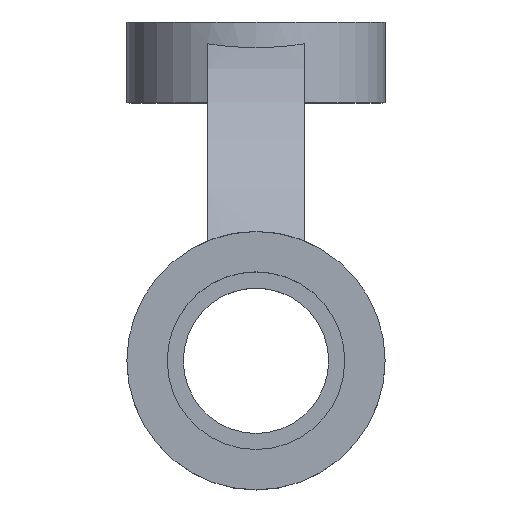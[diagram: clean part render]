
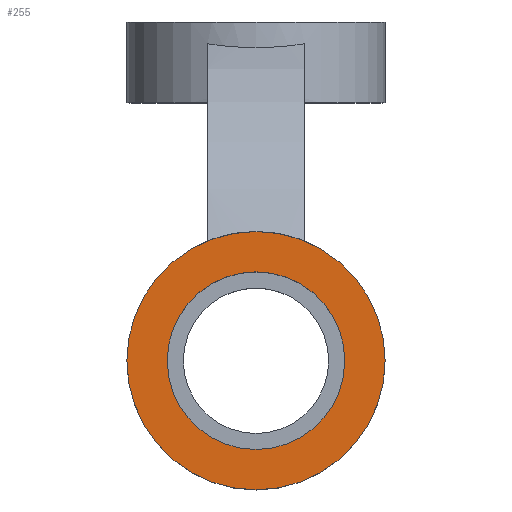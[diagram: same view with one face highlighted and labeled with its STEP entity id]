
A CAD part, top view. The second image highlights one B-rep face of the part: STEP entity #255.
In plain terms, the highlighted planar face has unit normal (0, 0, 1).
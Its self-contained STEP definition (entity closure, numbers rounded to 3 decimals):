
#24=FACE_BOUND('',#67,.T.);
#32=PLANE('',#288);
#47=FACE_OUTER_BOUND('',#66,.T.);
#66=EDGE_LOOP('',(#218));
#67=EDGE_LOOP('',(#219));
#99=CIRCLE('',#272,5.5);
#107=CIRCLE('',#286,8.);
#117=VERTEX_POINT('',#396);
#130=VERTEX_POINT('',#458);
#142=EDGE_CURVE('',#117,#117,#99,.T.);
#162=EDGE_CURVE('',#130,#130,#107,.T.);
#218=ORIENTED_EDGE('',*,*,#162,.F.);
#219=ORIENTED_EDGE('',*,*,#142,.T.);
#255=ADVANCED_FACE('',(#47,#24),#32,.F.);
#272=AXIS2_PLACEMENT_3D('',#397,#322,#323);
#286=AXIS2_PLACEMENT_3D('',#460,#356,#357);
#288=AXIS2_PLACEMENT_3D('',#462,#360,#361);
#322=DIRECTION('center_axis',(0.,0.,-1.));
#323=DIRECTION('ref_axis',(-1.,0.,0.));
#356=DIRECTION('center_axis',(0.,0.,-1.));
#357=DIRECTION('ref_axis',(1.,0.,0.));
#360=DIRECTION('center_axis',(0.,0.,-1.));
#361=DIRECTION('ref_axis',(1.,0.,0.));
#396=CARTESIAN_POINT('',(5.5,-16.,21.));
#397=CARTESIAN_POINT('Origin',(0.,-16.,21.));
#458=CARTESIAN_POINT('',(-8.,-16.,21.));
#460=CARTESIAN_POINT('Origin',(0.,-16.,21.));
#462=CARTESIAN_POINT('Origin',(0.,-16.,21.));
